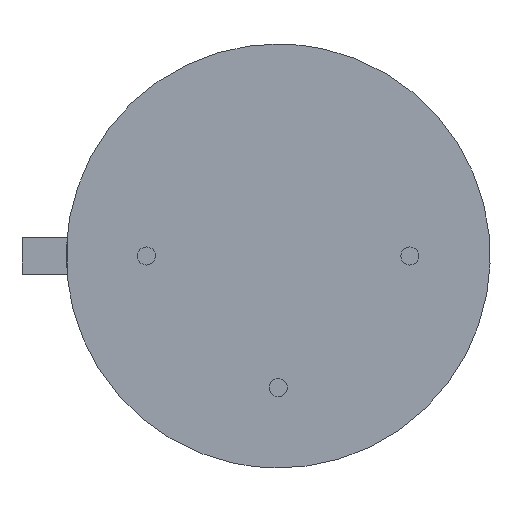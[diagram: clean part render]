
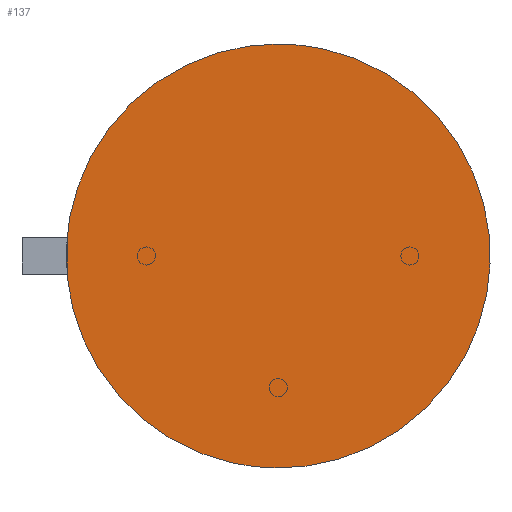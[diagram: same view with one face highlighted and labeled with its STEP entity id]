
A CAD part, front view. The second image highlights one B-rep face of the part: STEP entity #137.
In plain terms, the highlighted planar face has unit normal (0, -1, 0).
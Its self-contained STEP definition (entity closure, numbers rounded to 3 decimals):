
#23=(
BOUNDED_CURVE()
B_SPLINE_CURVE(2,(#509,#510,#511,#512,#513),.UNSPECIFIED.,.F.,.F.)
B_SPLINE_CURVE_WITH_KNOTS((3,2,3),(0.,7.383,14.765),
 .UNSPECIFIED.)
CURVE()
GEOMETRIC_REPRESENTATION_ITEM()
RATIONAL_B_SPLINE_CURVE((1.,0.707,1.,0.707,1.))
REPRESENTATION_ITEM('')
);
#26=(
BOUNDED_CURVE()
B_SPLINE_CURVE(2,(#521,#522,#523,#524,#525),.UNSPECIFIED.,.F.,.F.)
B_SPLINE_CURVE_WITH_KNOTS((3,2,3),(14.765,22.148,29.531),
 .UNSPECIFIED.)
CURVE()
GEOMETRIC_REPRESENTATION_ITEM()
RATIONAL_B_SPLINE_CURVE((1.,0.707,1.,0.707,1.))
REPRESENTATION_ITEM('')
);
#137=ADVANCED_FACE('',(#160),#389,.T.);
#160=FACE_OUTER_BOUND('',#183,.T.);
#183=EDGE_LOOP('',(#228,#229));
#228=ORIENTED_EDGE('',*,*,#298,.T.);
#229=ORIENTED_EDGE('',*,*,#301,.T.);
#298=EDGE_CURVE('',#359,#361,#23,.T.);
#301=EDGE_CURVE('',#361,#359,#26,.T.);
#359=VERTEX_POINT('',#499);
#361=VERTEX_POINT('',#501);
#389=PLANE('',#418);
#418=AXIS2_PLACEMENT_3D('',#487,#431,$);
#431=DIRECTION('',(0.,-1.,0.));
#487=CARTESIAN_POINT('',(5.875,0.,-5.875));
#499=CARTESIAN_POINT('',(0.,0.,4.7));
#501=CARTESIAN_POINT('',(0.,0.,-4.7));
#509=CARTESIAN_POINT('',(0.,0.,4.7));
#510=CARTESIAN_POINT('',(-4.7,0.,4.7));
#511=CARTESIAN_POINT('',(-4.7,0.,0.));
#512=CARTESIAN_POINT('',(-4.7,0.,-4.7));
#513=CARTESIAN_POINT('',(0.,0.,-4.7));
#521=CARTESIAN_POINT('',(0.,0.,-4.7));
#522=CARTESIAN_POINT('',(4.7,0.,-4.7));
#523=CARTESIAN_POINT('',(4.7,0.,0.));
#524=CARTESIAN_POINT('',(4.7,0.,4.7));
#525=CARTESIAN_POINT('',(0.,0.,4.7));
